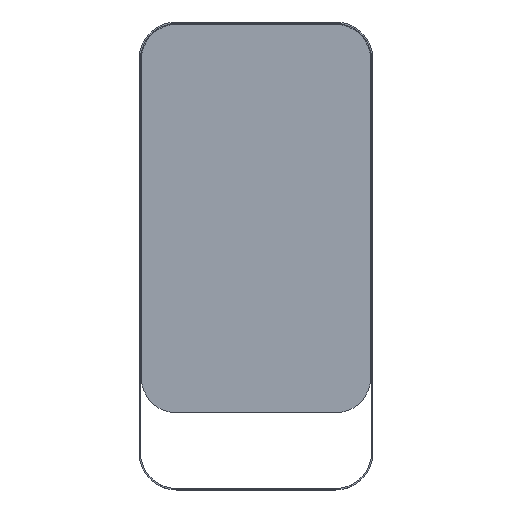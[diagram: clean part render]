
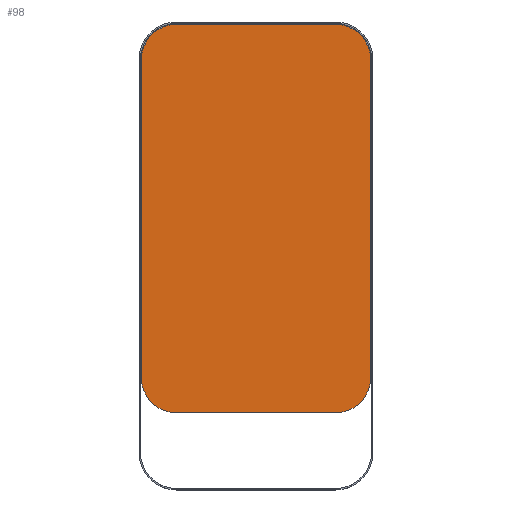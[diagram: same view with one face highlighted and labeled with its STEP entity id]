
A CAD part, top view. The second image highlights one B-rep face of the part: STEP entity #98.
In plain terms, the highlighted planar face has unit normal (0, 0, 1).
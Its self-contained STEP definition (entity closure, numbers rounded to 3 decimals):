
#38 = AXIS2_PLACEMENT_3D ( 'NONE', #980, #1260, #2616 ) ;
#47 = AXIS2_PLACEMENT_3D ( 'NONE', #563, #296, #1104 ) ;
#83 = VERTEX_POINT ( 'NONE', #983 ) ;
#98 = ADVANCED_FACE ( 'NONE', ( #1917 ), #2869, .T. ) ;
#137 = LINE ( 'NONE', #2674, #1285 ) ;
#243 = CARTESIAN_POINT ( 'NONE',  ( -245., 415., 5. ) ) ;
#296 = DIRECTION ( 'NONE',  ( 0., 0., 1. ) ) ;
#443 = DIRECTION ( 'NONE',  ( 0., 0., 1. ) ) ;
#563 = CARTESIAN_POINT ( 'NONE',  ( -170., 340., 5. ) ) ;
#622 = CARTESIAN_POINT ( 'NONE',  ( -245., 340., 5. ) ) ;
#682 = DIRECTION ( 'NONE',  ( 1., 0., 0. ) ) ;
#757 = ORIENTED_EDGE ( 'NONE', *, *, #1298, .T. ) ;
#793 = CIRCLE ( 'NONE', #38, 75. ) ;
#813 = CARTESIAN_POINT ( 'NONE',  ( -170., -415., 5. ) ) ;
#879 = ORIENTED_EDGE ( 'NONE', *, *, #1868, .T. ) ;
#881 = CARTESIAN_POINT ( 'NONE',  ( -245., -415., 5. ) ) ;
#898 = EDGE_CURVE ( 'NONE', #83, #1628, #137, .T. ) ;
#907 = VERTEX_POINT ( 'NONE', #622 ) ;
#939 = ORIENTED_EDGE ( 'NONE', *, *, #3060, .T. ) ;
#950 = CIRCLE ( 'NONE', #2236, 75. ) ;
#980 = CARTESIAN_POINT ( 'NONE',  ( 170., -340., 5. ) ) ;
#981 = VERTEX_POINT ( 'NONE', #813 ) ;
#983 = CARTESIAN_POINT ( 'NONE',  ( 245., -340., 5. ) ) ;
#1004 = DIRECTION ( 'NONE',  ( 1., 0., 0. ) ) ;
#1034 = EDGE_CURVE ( 'NONE', #907, #3064, #1315, .T. ) ;
#1082 = ORIENTED_EDGE ( 'NONE', *, *, #898, .T. ) ;
#1104 = DIRECTION ( 'NONE',  ( 1., 0., 0. ) ) ;
#1219 = CARTESIAN_POINT ( 'NONE',  ( -170., -340., 5. ) ) ;
#1260 = DIRECTION ( 'NONE',  ( 0., 0., 1. ) ) ;
#1277 = CARTESIAN_POINT ( 'NONE',  ( 170., -415., 5. ) ) ;
#1285 = VECTOR ( 'NONE', #1551, 1000. ) ;
#1298 = EDGE_CURVE ( 'NONE', #1461, #83, #793, .T. ) ;
#1315 = LINE ( 'NONE', #2475, #2763 ) ;
#1323 = DIRECTION ( 'NONE',  ( 0., 0., 1. ) ) ;
#1404 = DIRECTION ( 'NONE',  ( 1., 0., 0. ) ) ;
#1461 = VERTEX_POINT ( 'NONE', #1277 ) ;
#1462 = CARTESIAN_POINT ( 'NONE',  ( 0., 0., 5. ) ) ;
#1551 = DIRECTION ( 'NONE',  ( 0., 1., 0. ) ) ;
#1552 = CARTESIAN_POINT ( 'NONE',  ( 170., 415., 5. ) ) ;
#1573 = AXIS2_PLACEMENT_3D ( 'NONE', #2087, #443, #1404 ) ;
#1589 = CIRCLE ( 'NONE', #47, 75. ) ;
#1628 = VERTEX_POINT ( 'NONE', #3000 ) ;
#1725 = ORIENTED_EDGE ( 'NONE', *, *, #2117, .T. ) ;
#1819 = CIRCLE ( 'NONE', #1573, 75. ) ;
#1831 = VECTOR ( 'NONE', #2567, 1000. ) ;
#1832 = ORIENTED_EDGE ( 'NONE', *, *, #1966, .T. ) ;
#1868 = EDGE_CURVE ( 'NONE', #2923, #2639, #2367, .T. ) ;
#1877 = ORIENTED_EDGE ( 'NONE', *, *, #1034, .T. ) ;
#1917 = FACE_OUTER_BOUND ( 'NONE', #2895, .T. ) ;
#1966 = EDGE_CURVE ( 'NONE', #2639, #907, #1589, .T. ) ;
#1974 = DIRECTION ( 'NONE',  ( 1., 0., 0. ) ) ;
#2012 = DIRECTION ( 'NONE',  ( 0., -1., 0. ) ) ;
#2087 = CARTESIAN_POINT ( 'NONE',  ( 170., 340., 5. ) ) ;
#2117 = EDGE_CURVE ( 'NONE', #981, #1461, #2793, .T. ) ;
#2151 = ORIENTED_EDGE ( 'NONE', *, *, #2292, .T. ) ;
#2168 = DIRECTION ( 'NONE',  ( 0., 0., 1. ) ) ;
#2236 = AXIS2_PLACEMENT_3D ( 'NONE', #1219, #1323, #1974 ) ;
#2292 = EDGE_CURVE ( 'NONE', #3064, #981, #950, .T. ) ;
#2367 = LINE ( 'NONE', #243, #1831 ) ;
#2475 = CARTESIAN_POINT ( 'NONE',  ( -245., 415., 5. ) ) ;
#2480 = VECTOR ( 'NONE', #682, 1000. ) ;
#2488 = AXIS2_PLACEMENT_3D ( 'NONE', #1462, #2168, #1004 ) ;
#2567 = DIRECTION ( 'NONE',  ( -1., 0., 0. ) ) ;
#2616 = DIRECTION ( 'NONE',  ( 1., 0., 0. ) ) ;
#2639 = VERTEX_POINT ( 'NONE', #2756 ) ;
#2674 = CARTESIAN_POINT ( 'NONE',  ( 245., 415., 5. ) ) ;
#2756 = CARTESIAN_POINT ( 'NONE',  ( -170., 415., 5. ) ) ;
#2763 = VECTOR ( 'NONE', #2012, 1000. ) ;
#2767 = CARTESIAN_POINT ( 'NONE',  ( -245., -340., 5. ) ) ;
#2793 = LINE ( 'NONE', #881, #2480 ) ;
#2869 = PLANE ( 'NONE',  #2488 ) ;
#2895 = EDGE_LOOP ( 'NONE', ( #1725, #757, #1082, #939, #879, #1832, #1877, #2151 ) ) ;
#2923 = VERTEX_POINT ( 'NONE', #1552 ) ;
#3000 = CARTESIAN_POINT ( 'NONE',  ( 245., 340., 5. ) ) ;
#3060 = EDGE_CURVE ( 'NONE', #1628, #2923, #1819, .T. ) ;
#3064 = VERTEX_POINT ( 'NONE', #2767 ) ;
